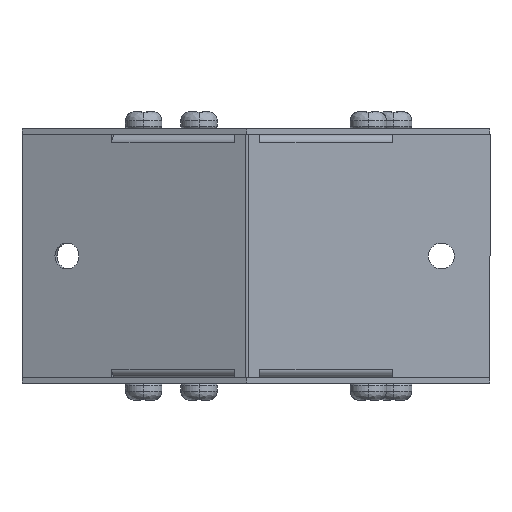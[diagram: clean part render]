
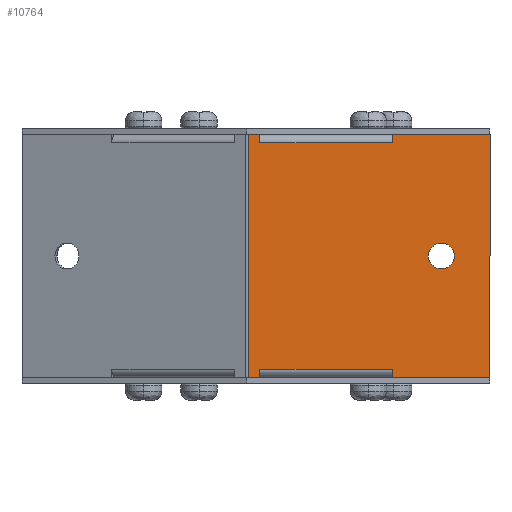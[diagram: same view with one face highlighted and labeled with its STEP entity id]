
A CAD part, left-side view. The second image highlights one B-rep face of the part: STEP entity #10764.
In plain terms, the highlighted planar face has unit normal (-1, 0, 0).
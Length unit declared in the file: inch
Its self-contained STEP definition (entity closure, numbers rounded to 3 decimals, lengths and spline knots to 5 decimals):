
#43 = DIRECTION ( 'NONE',  ( -1., 0., 0. ) ) ;
#105 = EDGE_CURVE ( 'NONE', #8750, #1580, #13246, .T. ) ;
#109 = DIRECTION ( 'NONE',  ( 0., -1., 0. ) ) ;
#170 = DIRECTION ( 'NONE',  ( 0., 1., 0. ) ) ;
#201 = LINE ( 'NONE', #3365, #5002 ) ;
#209 = VERTEX_POINT ( 'NONE', #1027 ) ;
#243 = EDGE_CURVE ( 'NONE', #12742, #12808, #9233, .T. ) ;
#445 = VECTOR ( 'NONE', #810, 39.37008 ) ;
#461 = ORIENTED_EDGE ( 'NONE', *, *, #2191, .T. ) ;
#547 = ORIENTED_EDGE ( 'NONE', *, *, #1352, .F. ) ;
#579 = FACE_OUTER_BOUND ( 'NONE', #6557, .T. ) ;
#604 = VECTOR ( 'NONE', #8137, 39.37008 ) ;
#635 = DIRECTION ( 'NONE',  ( 0., 1., 0. ) ) ;
#638 = CARTESIAN_POINT ( 'NONE',  ( -1.307, 2.36699, -2.414 ) ) ;
#657 = CARTESIAN_POINT ( 'NONE',  ( -1.307, 0., -2.5 ) ) ;
#664 = EDGE_CURVE ( 'NONE', #7939, #8750, #4879, .T. ) ;
#790 = EDGE_CURVE ( 'NONE', #1965, #10294, #13071, .T. ) ;
#810 = DIRECTION ( 'NONE',  ( 0., -1., 0. ) ) ;
#832 = LINE ( 'NONE', #13317, #9735 ) ;
#1017 = VERTEX_POINT ( 'NONE', #657 ) ;
#1027 = CARTESIAN_POINT ( 'NONE',  ( -1.307, 2.36699, -0.086 ) ) ;
#1211 = VERTEX_POINT ( 'NONE', #1779 ) ;
#1352 = EDGE_CURVE ( 'NONE', #3691, #6047, #6882, .T. ) ;
#1513 = VERTEX_POINT ( 'NONE', #9277 ) ;
#1527 = LINE ( 'NONE', #10259, #445 ) ;
#1580 = VERTEX_POINT ( 'NONE', #13629 ) ;
#1597 = EDGE_CURVE ( 'NONE', #209, #10917, #11492, .T. ) ;
#1659 = LINE ( 'NONE', #5870, #604 ) ;
#1779 = CARTESIAN_POINT ( 'NONE',  ( -1.307, 0.99992, -2.5 ) ) ;
#1874 = LINE ( 'NONE', #3809, #13168 ) ;
#1924 = DIRECTION ( 'NONE',  ( 0., 0., 1. ) ) ;
#1965 = VERTEX_POINT ( 'NONE', #13539 ) ;
#2032 = VECTOR ( 'NONE', #635, 39.37008 ) ;
#2065 = EDGE_CURVE ( 'NONE', #12808, #13066, #12090, .T. ) ;
#2077 = ORIENTED_EDGE ( 'NONE', *, *, #105, .F. ) ;
#2191 = EDGE_CURVE ( 'NONE', #209, #1580, #5951, .T. ) ;
#2609 = CARTESIAN_POINT ( 'NONE',  ( -1.307, 2.48349, 0. ) ) ;
#2873 = CARTESIAN_POINT ( 'NONE',  ( -1.307, 4.984, 0. ) ) ;
#2910 = CARTESIAN_POINT ( 'NONE',  ( -1.307, 0., 0. ) ) ;
#2958 = VECTOR ( 'NONE', #10206, 39.37008 ) ;
#3005 = CARTESIAN_POINT ( 'NONE',  ( -1.307, 0.5, -1.25 ) ) ;
#3365 = CARTESIAN_POINT ( 'NONE',  ( -1.307, 0., -2.5 ) ) ;
#3409 = CARTESIAN_POINT ( 'NONE',  ( -1.307, 2.36699, -2.414 ) ) ;
#3499 = AXIS2_PLACEMENT_3D ( 'NONE', #8993, #13204, #3754 ) ;
#3691 = VERTEX_POINT ( 'NONE', #6873 ) ;
#3734 = ORIENTED_EDGE ( 'NONE', *, *, #9440, .F. ) ;
#3754 = DIRECTION ( 'NONE',  ( 0., 0., -1. ) ) ;
#3778 = ORIENTED_EDGE ( 'NONE', *, *, #1597, .F. ) ;
#3790 = DIRECTION ( 'NONE',  ( 0., 0., -1. ) ) ;
#3809 = CARTESIAN_POINT ( 'NONE',  ( -1.307, 1., -0.086 ) ) ;
#3968 = CARTESIAN_POINT ( 'NONE',  ( -1.307, 2.36707, -2.5 ) ) ;
#4015 = EDGE_CURVE ( 'NONE', #1211, #1513, #11383, .T. ) ;
#4019 = VECTOR ( 'NONE', #3790, 39.37008 ) ;
#4022 = CARTESIAN_POINT ( 'NONE',  ( -1.307, 1., -0.086 ) ) ;
#4350 = CARTESIAN_POINT ( 'NONE',  ( -1.307, 0.5, -1.25 ) ) ;
#4569 = VECTOR ( 'NONE', #5069, 39.37008 ) ;
#4683 = ORIENTED_EDGE ( 'NONE', *, *, #4015, .F. ) ;
#4789 = PLANE ( 'NONE',  #3499 ) ;
#4826 = AXIS2_PLACEMENT_3D ( 'NONE', #4350, #11665, #6488 ) ;
#4879 = LINE ( 'NONE', #2873, #11086 ) ;
#5002 = VECTOR ( 'NONE', #5572, 39.37008 ) ;
#5069 = DIRECTION ( 'NONE',  ( 0., 0., -1. ) ) ;
#5282 = CARTESIAN_POINT ( 'NONE',  ( -1.307, 4.984, -0.086 ) ) ;
#5460 = VECTOR ( 'NONE', #170, 39.37008 ) ;
#5572 = DIRECTION ( 'NONE',  ( 0., 0., -1. ) ) ;
#5676 = ORIENTED_EDGE ( 'NONE', *, *, #9694, .T. ) ;
#5745 = DIRECTION ( 'NONE',  ( 0., -1., 0. ) ) ;
#5870 = CARTESIAN_POINT ( 'NONE',  ( -1.307, 4.984, -2.5 ) ) ;
#5951 = LINE ( 'NONE', #6082, #2032 ) ;
#6047 = VERTEX_POINT ( 'NONE', #638 ) ;
#6082 = CARTESIAN_POINT ( 'NONE',  ( -1.307, 4.984, -0.086 ) ) ;
#6446 = CARTESIAN_POINT ( 'NONE',  ( -1.307, 4.984, -2.5 ) ) ;
#6447 = VECTOR ( 'NONE', #109, 39.37008 ) ;
#6457 = ORIENTED_EDGE ( 'NONE', *, *, #2065, .F. ) ;
#6488 = DIRECTION ( 'NONE',  ( 0., 0., -1. ) ) ;
#6557 = EDGE_LOOP ( 'NONE', ( #4683, #3734, #13528, #6457, #13269, #5676, #3778, #461, #2077, #12590, #7702, #9198, #11197, #12570, #547, #8726 ) ) ;
#6873 = CARTESIAN_POINT ( 'NONE',  ( -1.307, 1., -2.414 ) ) ;
#6882 = LINE ( 'NONE', #11090, #8198 ) ;
#7119 = AXIS2_PLACEMENT_3D ( 'NONE', #3005, #43, #13495 ) ;
#7412 = CARTESIAN_POINT ( 'NONE',  ( -1.307, 0.99992, -0.086 ) ) ;
#7417 = EDGE_CURVE ( 'NONE', #8234, #9668, #10378, .T. ) ;
#7461 = CIRCLE ( 'NONE', #4826, 0.133 ) ;
#7670 = EDGE_CURVE ( 'NONE', #9668, #9002, #1659, .T. ) ;
#7702 = ORIENTED_EDGE ( 'NONE', *, *, #13471, .F. ) ;
#7887 = FACE_BOUND ( 'NONE', #10488, .T. ) ;
#7939 = VERTEX_POINT ( 'NONE', #2609 ) ;
#7974 = DIRECTION ( 'NONE',  ( 0., -1., 0. ) ) ;
#8137 = DIRECTION ( 'NONE',  ( 0., 1., 0. ) ) ;
#8198 = VECTOR ( 'NONE', #8875, 39.37008 ) ;
#8234 = VERTEX_POINT ( 'NONE', #11082 ) ;
#8426 = VECTOR ( 'NONE', #5745, 39.37008 ) ;
#8726 = ORIENTED_EDGE ( 'NONE', *, *, #12222, .T. ) ;
#8750 = VERTEX_POINT ( 'NONE', #11404 ) ;
#8875 = DIRECTION ( 'NONE',  ( 0., 1., 0. ) ) ;
#8993 = CARTESIAN_POINT ( 'NONE',  ( -1.307, 4.984, -2.5 ) ) ;
#9002 = VERTEX_POINT ( 'NONE', #13648 ) ;
#9164 = EDGE_CURVE ( 'NONE', #13066, #1017, #201, .T. ) ;
#9198 = ORIENTED_EDGE ( 'NONE', *, *, #7670, .F. ) ;
#9233 = LINE ( 'NONE', #12548, #12187 ) ;
#9277 = CARTESIAN_POINT ( 'NONE',  ( -1.307, 0.99992, -2.414 ) ) ;
#9440 = EDGE_CURVE ( 'NONE', #1017, #1211, #11760, .T. ) ;
#9619 = DIRECTION ( 'NONE',  ( 0., -1., 0. ) ) ;
#9668 = VERTEX_POINT ( 'NONE', #11331 ) ;
#9694 = EDGE_CURVE ( 'NONE', #12742, #10917, #1874, .T. ) ;
#9735 = VECTOR ( 'NONE', #11253, 39.37008 ) ;
#9751 = CARTESIAN_POINT ( 'NONE',  ( -1.307, 0.99992, 0. ) ) ;
#9877 = CARTESIAN_POINT ( 'NONE',  ( -1.307, 4.984, 0. ) ) ;
#9894 = ORIENTED_EDGE ( 'NONE', *, *, #11322, .F. ) ;
#10206 = DIRECTION ( 'NONE',  ( 0., 0., 1. ) ) ;
#10259 = CARTESIAN_POINT ( 'NONE',  ( -1.307, 2.36699, -2.414 ) ) ;
#10294 = VERTEX_POINT ( 'NONE', #12959 ) ;
#10378 = LINE ( 'NONE', #3968, #4569 ) ;
#10488 = EDGE_LOOP ( 'NONE', ( #10521, #9894 ) ) ;
#10521 = ORIENTED_EDGE ( 'NONE', *, *, #790, .F. ) ;
#10658 = LINE ( 'NONE', #3409, #11002 ) ;
#10764 = ADVANCED_FACE ( 'NONE', ( #579, #7887 ), #4789, .F. ) ;
#10917 = VERTEX_POINT ( 'NONE', #4022 ) ;
#11002 = VECTOR ( 'NONE', #9619, 39.37008 ) ;
#11082 = CARTESIAN_POINT ( 'NONE',  ( -1.307, 2.36707, -2.414 ) ) ;
#11086 = VECTOR ( 'NONE', #7974, 39.37008 ) ;
#11090 = CARTESIAN_POINT ( 'NONE',  ( -1.307, 4.984, -2.414 ) ) ;
#11197 = ORIENTED_EDGE ( 'NONE', *, *, #7417, .F. ) ;
#11253 = DIRECTION ( 'NONE',  ( 0., 0., 1. ) ) ;
#11322 = EDGE_CURVE ( 'NONE', #10294, #1965, #7461, .T. ) ;
#11331 = CARTESIAN_POINT ( 'NONE',  ( -1.307, 2.36707, -2.5 ) ) ;
#11383 = LINE ( 'NONE', #13581, #2958 ) ;
#11404 = CARTESIAN_POINT ( 'NONE',  ( -1.307, 2.36707, 0. ) ) ;
#11492 = LINE ( 'NONE', #5282, #6447 ) ;
#11665 = DIRECTION ( 'NONE',  ( -1., 0., 0. ) ) ;
#11760 = LINE ( 'NONE', #6446, #5460 ) ;
#11874 = EDGE_CURVE ( 'NONE', #8234, #6047, #10658, .T. ) ;
#12090 = LINE ( 'NONE', #9877, #8426 ) ;
#12187 = VECTOR ( 'NONE', #1924, 39.37008 ) ;
#12209 = CARTESIAN_POINT ( 'NONE',  ( -1.307, 2.36707, -2.5 ) ) ;
#12222 = EDGE_CURVE ( 'NONE', #3691, #1513, #1527, .T. ) ;
#12548 = CARTESIAN_POINT ( 'NONE',  ( -1.307, 0.99992, -2.5 ) ) ;
#12570 = ORIENTED_EDGE ( 'NONE', *, *, #11874, .T. ) ;
#12590 = ORIENTED_EDGE ( 'NONE', *, *, #664, .F. ) ;
#12742 = VERTEX_POINT ( 'NONE', #7412 ) ;
#12808 = VERTEX_POINT ( 'NONE', #9751 ) ;
#12959 = CARTESIAN_POINT ( 'NONE',  ( -1.307, 0.5, -1.117 ) ) ;
#13066 = VERTEX_POINT ( 'NONE', #2910 ) ;
#13071 = CIRCLE ( 'NONE', #7119, 0.133 ) ;
#13168 = VECTOR ( 'NONE', #13329, 39.37008 ) ;
#13204 = DIRECTION ( 'NONE',  ( 1., 0., 0. ) ) ;
#13246 = LINE ( 'NONE', #12209, #4019 ) ;
#13269 = ORIENTED_EDGE ( 'NONE', *, *, #243, .F. ) ;
#13317 = CARTESIAN_POINT ( 'NONE',  ( -1.307, 2.48349, -2.5 ) ) ;
#13329 = DIRECTION ( 'NONE',  ( 0., 1., 0. ) ) ;
#13471 = EDGE_CURVE ( 'NONE', #9002, #7939, #832, .T. ) ;
#13495 = DIRECTION ( 'NONE',  ( 0., 0., -1. ) ) ;
#13528 = ORIENTED_EDGE ( 'NONE', *, *, #9164, .F. ) ;
#13539 = CARTESIAN_POINT ( 'NONE',  ( -1.307, 0.5, -1.383 ) ) ;
#13581 = CARTESIAN_POINT ( 'NONE',  ( -1.307, 0.99992, -2.5 ) ) ;
#13629 = CARTESIAN_POINT ( 'NONE',  ( -1.307, 2.36707, -0.086 ) ) ;
#13648 = CARTESIAN_POINT ( 'NONE',  ( -1.307, 2.48349, -2.5 ) ) ;
